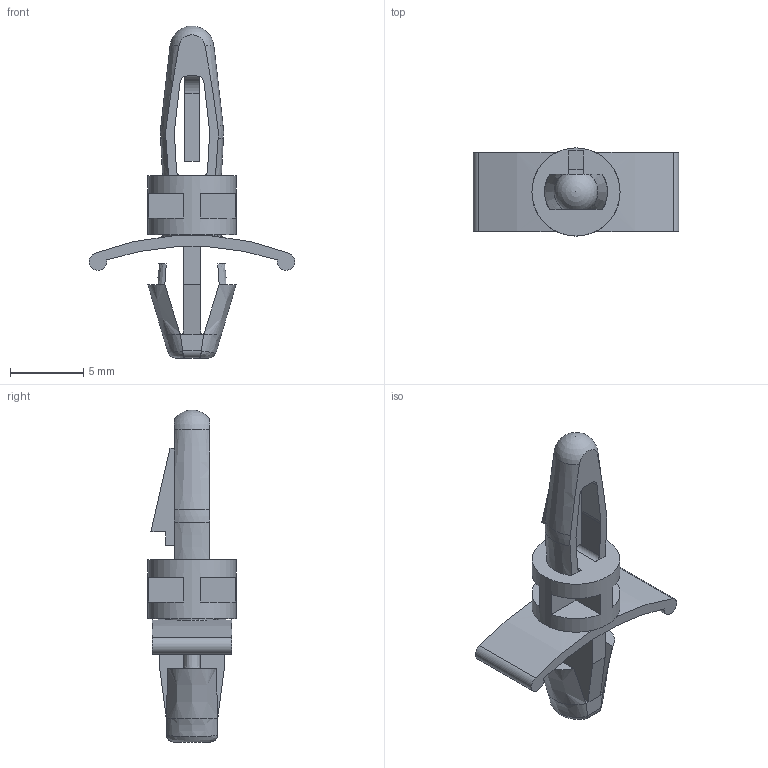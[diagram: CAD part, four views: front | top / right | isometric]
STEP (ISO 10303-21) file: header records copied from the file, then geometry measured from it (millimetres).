
FILE_DESCRIPTION(/* description */ ('Unknown'),/* implementation_level */ '2;1');
FILE_NAME(/* name */ '709401000',/* time_stamp */ '2016-11-15T08:30:45+01:00',/* author */ ('Unknown'),/* organization */ ('Unknown'),/* preprocessor_version */ 'ST-DEVELOPER v16.7',/* originating_system */ 'DEX',/* authorisation */ $);
FILE_SCHEMA (('AUTOMOTIVE_DESIGN {1 0 10303 214 3 1 1}'));
Length unit declared in the file: millimetre
Products named in the file (1): 709401000
Bounding box: 14 x 6 x 22.6 mm (x, y, z)
Volume: 276.9 mm3; surface area: 642.2 mm2
Topology: 1 solids, 1 shells, 87 faces, 230 edges, 151 vertices
Faces by surface type: plane 53, cylinder 18, bspline 8, cone 4, torus 3, sphere 1
Full cylindrical faces by diameter (mm): 6 x1
Entity records: 3042 total; most frequent: CARTESIAN_POINT 909, ORIENTED_EDGE 450, DIRECTION 410, EDGE_CURVE 225, VERTEX_POINT 150, AXIS2_PLACEMENT_3D 141, LINE 128, VECTOR 128
